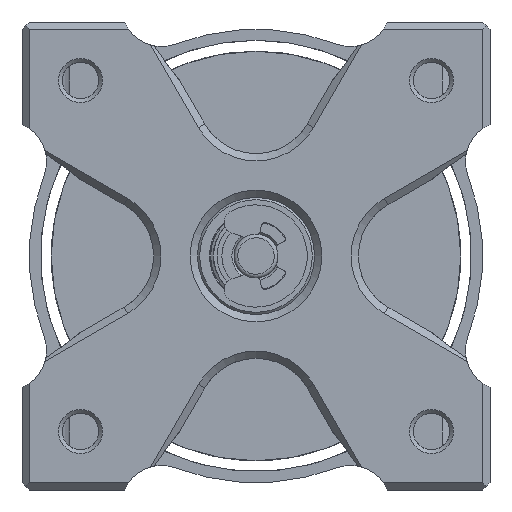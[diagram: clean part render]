
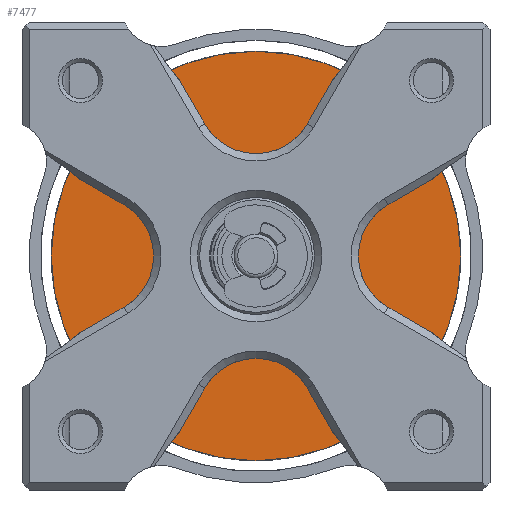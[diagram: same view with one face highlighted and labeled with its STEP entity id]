
A CAD part, front view. The second image highlights one B-rep face of the part: STEP entity #7477.
In plain terms, the highlighted planar face has unit normal (0, -1, 0).
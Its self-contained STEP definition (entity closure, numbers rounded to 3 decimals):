
#330=FACE_BOUND('',#2355,.T.);
#417=PLANE('',#8105);
#1912=FACE_OUTER_BOUND('',#2354,.T.);
#2354=EDGE_LOOP('',(#5960));
#2355=EDGE_LOOP('',(#5961));
#2832=CIRCLE('',#8106,14.);
#2833=CIRCLE('',#8107,6.236);
#3410=VERTEX_POINT('',#14243);
#3411=VERTEX_POINT('',#14245);
#4333=EDGE_CURVE('',#3410,#3410,#2832,.T.);
#4334=EDGE_CURVE('',#3411,#3411,#2833,.T.);
#5960=ORIENTED_EDGE('',*,*,#4333,.F.);
#5961=ORIENTED_EDGE('',*,*,#4334,.T.);
#7477=ADVANCED_FACE('',(#1912,#330),#417,.F.);
#8105=AXIS2_PLACEMENT_3D('',#14242,#9552,#9553);
#8106=AXIS2_PLACEMENT_3D('',#14244,#9554,#9555);
#8107=AXIS2_PLACEMENT_3D('',#14246,#9556,#9557);
#9552=DIRECTION('center_axis',(0.,1.,0.));
#9553=DIRECTION('ref_axis',(-1.,0.,0.));
#9554=DIRECTION('center_axis',(0.,1.,0.));
#9555=DIRECTION('ref_axis',(1.,0.,0.));
#9556=DIRECTION('center_axis',(0.,1.,0.));
#9557=DIRECTION('ref_axis',(0.,0.,1.));
#14242=CARTESIAN_POINT('Origin',(0.,-8.,0.));
#14243=CARTESIAN_POINT('',(0.,-8.,14.));
#14244=CARTESIAN_POINT('Origin',(0.,-8.,0.));
#14245=CARTESIAN_POINT('',(0.,-8.,-6.236));
#14246=CARTESIAN_POINT('Origin',(0.,-8.,0.));
